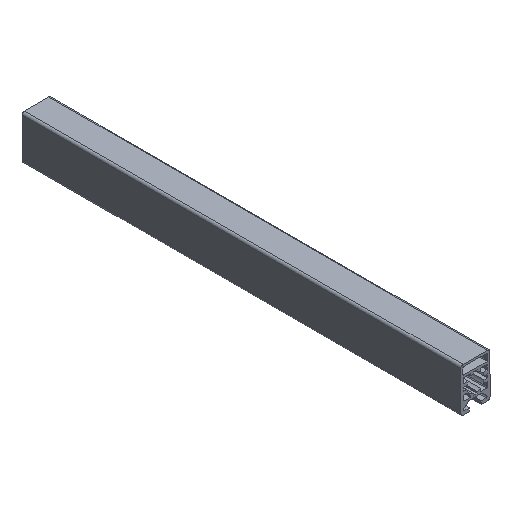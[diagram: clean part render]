
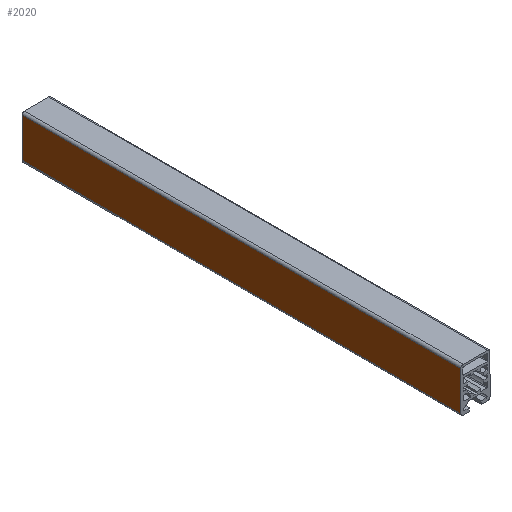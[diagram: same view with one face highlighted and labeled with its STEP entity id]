
A CAD part, isometric view. The second image highlights one B-rep face of the part: STEP entity #2020.
In plain terms, the highlighted face is planar.
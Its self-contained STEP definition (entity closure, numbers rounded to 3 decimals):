
#227 = VECTOR ( 'NONE', #993, 1000. ) ;
#289 = VECTOR ( 'NONE', #1760, 1000. ) ;
#297 = VECTOR ( 'NONE', #1796, 1000. ) ;
#345 = VECTOR ( 'NONE', #1370, 1000. ) ;
#476 = AXIS2_PLACEMENT_3D ( 'NONE', #587, #588, #590 ) ;
#584 = FACE_OUTER_BOUND ( 'NONE', #1136, .T. ) ;
#585 = PLANE ( 'NONE',  #476 ) ;
#587 = CARTESIAN_POINT ( 'NONE',  ( 10., -13.4, -300. ) ) ;
#588 = DIRECTION ( 'NONE',  ( 1., 0., 0. ) ) ;
#590 = DIRECTION ( 'NONE',  ( 0., 1., 0. ) ) ;
#991 = LINE ( 'NONE', #992, #227 ) ;
#992 = CARTESIAN_POINT ( 'NONE',  ( 10., 13.4, -300. ) ) ;
#993 = DIRECTION ( 'NONE',  ( 0., 0., 1. ) ) ;
#1136 = EDGE_LOOP ( 'NONE', ( #1250, #1276, #1278, #1245 ) ) ;
#1245 = ORIENTED_EDGE ( 'NONE', *, *, #2101, .T. ) ;
#1250 = ORIENTED_EDGE ( 'NONE', *, *, #1873, .F. ) ;
#1276 = ORIENTED_EDGE ( 'NONE', *, *, #1845, .F. ) ;
#1278 = ORIENTED_EDGE ( 'NONE', *, *, #1858, .T. ) ;
#1316 = VERTEX_POINT ( 'NONE', #1812 ) ;
#1344 = VERTEX_POINT ( 'NONE', #1684 ) ;
#1361 = LINE ( 'NONE', #1368, #345 ) ;
#1368 = CARTESIAN_POINT ( 'NONE',  ( 10., -13.4, 0. ) ) ;
#1370 = DIRECTION ( 'NONE',  ( 0., 1., 0. ) ) ;
#1376 = VERTEX_POINT ( 'NONE', #1669 ) ;
#1382 = VERTEX_POINT ( 'NONE', #1672 ) ;
#1669 = CARTESIAN_POINT ( 'NONE',  ( 10., -13.4, -300. ) ) ;
#1672 = CARTESIAN_POINT ( 'NONE',  ( 10., 13.4, -300. ) ) ;
#1684 = CARTESIAN_POINT ( 'NONE',  ( 10., -13.4, 0. ) ) ;
#1753 = LINE ( 'NONE', #1754, #289 ) ;
#1754 = CARTESIAN_POINT ( 'NONE',  ( 10., -13.4, -300. ) ) ;
#1760 = DIRECTION ( 'NONE',  ( 0., 0., 1. ) ) ;
#1777 = LINE ( 'NONE', #1787, #297 ) ;
#1787 = CARTESIAN_POINT ( 'NONE',  ( 10., -13.4, -300. ) ) ;
#1796 = DIRECTION ( 'NONE',  ( 0., 1., 0. ) ) ;
#1812 = CARTESIAN_POINT ( 'NONE',  ( 10., 13.4, 0. ) ) ;
#1845 = EDGE_CURVE ( 'NONE', #1376, #1344, #1753, .T. ) ;
#1858 = EDGE_CURVE ( 'NONE', #1376, #1382, #1777, .T. ) ;
#1873 = EDGE_CURVE ( 'NONE', #1344, #1316, #1361, .T. ) ;
#2020 = ADVANCED_FACE ( 'PLANAR_2', ( #584 ), #585, .T. ) ;
#2101 = EDGE_CURVE ( 'NONE', #1382, #1316, #991, .T. ) ;
